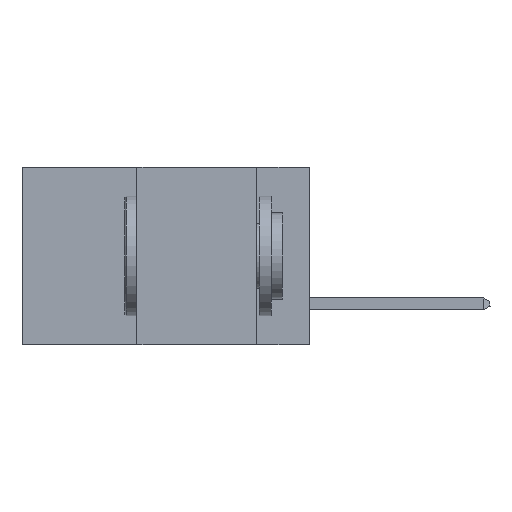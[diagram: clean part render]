
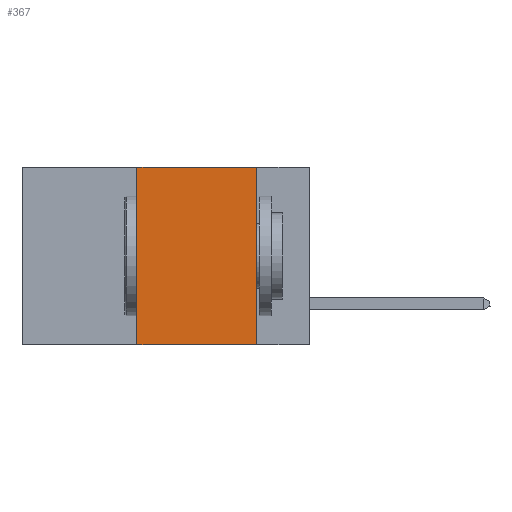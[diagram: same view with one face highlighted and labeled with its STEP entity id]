
A CAD part, left-side view. The second image highlights one B-rep face of the part: STEP entity #367.
In plain terms, the highlighted planar face has unit normal (-1, 0, 0).
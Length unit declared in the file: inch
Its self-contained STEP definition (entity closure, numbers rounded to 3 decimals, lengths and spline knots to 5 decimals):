
#14 = CARTESIAN_POINT ( 'NONE',  ( 0., 0.36, -0.37 ) ) ;
#257 = AXIS2_PLACEMENT_3D ( 'NONE', #7910, #2907, #8768 ) ;
#367 = ADVANCED_FACE ( 'NONE', ( #7019 ), #6189, .F. ) ;
#409 = DIRECTION ( 'NONE',  ( 0., 0., -1. ) ) ;
#475 = ORIENTED_EDGE ( 'NONE', *, *, #3884, .F. ) ;
#1464 = CARTESIAN_POINT ( 'NONE',  ( 0., 0.36, 0. ) ) ;
#2142 = DIRECTION ( 'NONE',  ( 0., -1., 0. ) ) ;
#2765 = VERTEX_POINT ( 'NONE', #8785 ) ;
#2793 = VECTOR ( 'NONE', #409, 39.37008 ) ;
#2878 = CARTESIAN_POINT ( 'NONE',  ( 0., 0.11, 0. ) ) ;
#2907 = DIRECTION ( 'NONE',  ( 1., 0., 0. ) ) ;
#2933 = CARTESIAN_POINT ( 'NONE',  ( 0., 0.6, -0.37 ) ) ;
#2956 = ORIENTED_EDGE ( 'NONE', *, *, #4134, .F. ) ;
#3884 = EDGE_CURVE ( 'NONE', #5467, #10050, #4974, .T. ) ;
#3901 = EDGE_CURVE ( 'NONE', #10050, #2765, #7321, .T. ) ;
#4068 = CARTESIAN_POINT ( 'NONE',  ( 0., 0.36, 0. ) ) ;
#4134 = EDGE_CURVE ( 'NONE', #8033, #5467, #10235, .T. ) ;
#4210 = CARTESIAN_POINT ( 'NONE',  ( 0., 0.11, 0. ) ) ;
#4342 = VECTOR ( 'NONE', #7767, 39.37008 ) ;
#4974 = LINE ( 'NONE', #10318, #4342 ) ;
#5467 = VERTEX_POINT ( 'NONE', #4068 ) ;
#5502 = VECTOR ( 'NONE', #8097, 39.37008 ) ;
#6189 = PLANE ( 'NONE',  #257 ) ;
#6377 = ORIENTED_EDGE ( 'NONE', *, *, #3901, .F. ) ;
#6679 = EDGE_CURVE ( 'NONE', #8033, #2765, #9124, .T. ) ;
#7019 = FACE_OUTER_BOUND ( 'NONE', #7742, .T. ) ;
#7321 = LINE ( 'NONE', #2878, #2793 ) ;
#7742 = EDGE_LOOP ( 'NONE', ( #6377, #475, #2956, #8634 ) ) ;
#7767 = DIRECTION ( 'NONE',  ( 0., -1., 0. ) ) ;
#7910 = CARTESIAN_POINT ( 'NONE',  ( 0., 0.6, 0. ) ) ;
#8033 = VERTEX_POINT ( 'NONE', #14 ) ;
#8097 = DIRECTION ( 'NONE',  ( 0., 0., 1. ) ) ;
#8634 = ORIENTED_EDGE ( 'NONE', *, *, #6679, .T. ) ;
#8768 = DIRECTION ( 'NONE',  ( 0., 0., -1. ) ) ;
#8785 = CARTESIAN_POINT ( 'NONE',  ( 0., 0.11, -0.37 ) ) ;
#9124 = LINE ( 'NONE', #2933, #10316 ) ;
#10050 = VERTEX_POINT ( 'NONE', #4210 ) ;
#10235 = LINE ( 'NONE', #1464, #5502 ) ;
#10316 = VECTOR ( 'NONE', #2142, 39.37008 ) ;
#10318 = CARTESIAN_POINT ( 'NONE',  ( 0., 0.6, 0. ) ) ;
